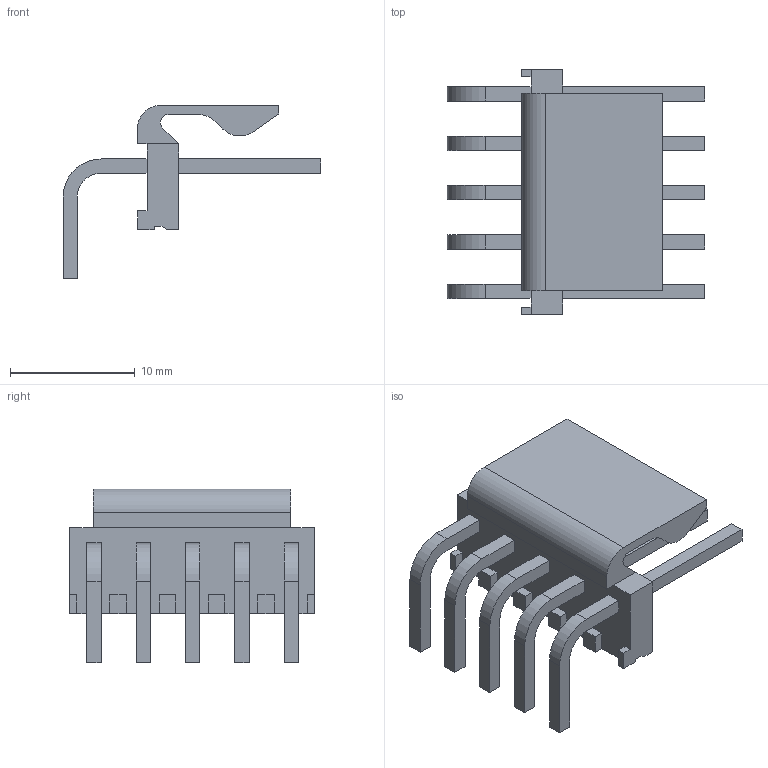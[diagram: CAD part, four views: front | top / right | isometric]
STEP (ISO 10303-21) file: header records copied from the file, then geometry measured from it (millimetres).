
FILE_DESCRIPTION(('FreeCAD Model'),'2;1');
FILE_NAME('_26605050_cp.step','2018-08-17T16:24:17',( 'kicad StepUp'),('ksu MCAD'),'Open CASCADE STEP processor 7.2', 'FreeCAD','Unknown');
FILE_SCHEMA(('AUTOMOTIVE_DESIGN_CC2 { 1 2 10303 214 -1 1 5 4 }'));
Length unit declared in the file: millimetre
Products named in the file (1): _26605050_cp
Bounding box: 20.71 x 19.66 x 13.97 mm (x, y, z)
Volume: 820.8 mm3; surface area: 1468.2 mm2
Topology: 1 solids, 1 shells, 117 faces, 943 edges, 2734 vertices
Faces by surface type: plane 103, cylinder 14
Entity records: 10800 total; most frequent: CARTESIAN_POINT 3795, DIRECTION 1273, LINE 849, VECTOR 849, GEOMETRIC_CURVE_SET 633, TRIMMED_CURVE 632, ORIENTED_EDGE 622, EDGE_CURVE 311
